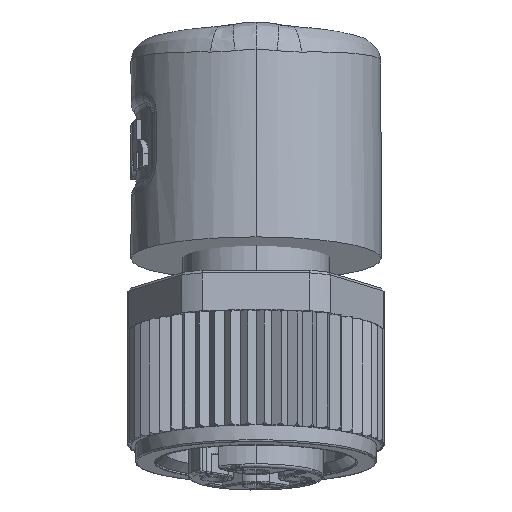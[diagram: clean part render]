
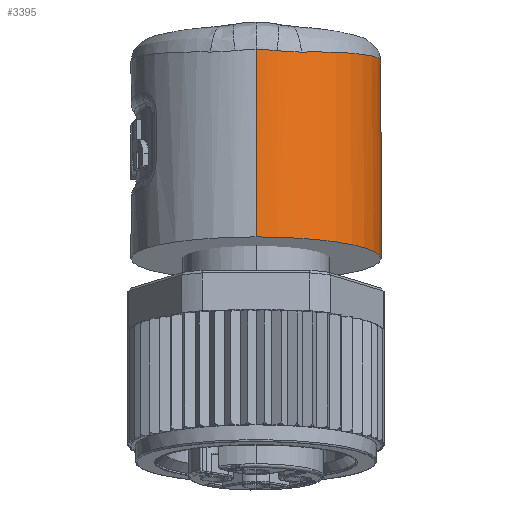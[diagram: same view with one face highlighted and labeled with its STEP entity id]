
A CAD part, front view. The second image highlights one B-rep face of the part: STEP entity #3395.
In plain terms, the highlighted cylindrical face has radius 7.5 mm (diameter 15 mm), a partial arc.
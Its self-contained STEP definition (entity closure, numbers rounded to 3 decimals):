
#3395=ADVANCED_FACE('',(#6811),#6812,.T.);
#6811=FACE_OUTER_BOUND('',#22313,.T.);
#6812=CYLINDRICAL_SURFACE('',#22314,7.5);
#22313=EDGE_LOOP('',(#33548,#33549,#33550,#33551,#33552,#33553,#33554,#33555,#33556,#33557,#33558));
#22314=AXIS2_PLACEMENT_3D('',#33559,#33560,#33561);
#33548=ORIENTED_EDGE('',*,*,#37631,.F.);
#33549=ORIENTED_EDGE('',*,*,#37635,.F.);
#33550=ORIENTED_EDGE('',*,*,#37772,.F.);
#33551=ORIENTED_EDGE('',*,*,#37773,.F.);
#33552=ORIENTED_EDGE('',*,*,#37774,.F.);
#33553=ORIENTED_EDGE('',*,*,#37637,.F.);
#33554=ORIENTED_EDGE('',*,*,#37627,.F.);
#33555=ORIENTED_EDGE('',*,*,#37775,.F.);
#33556=ORIENTED_EDGE('',*,*,#37682,.T.);
#33557=ORIENTED_EDGE('',*,*,#37776,.T.);
#33558=ORIENTED_EDGE('',*,*,#37624,.F.);
#33559=CARTESIAN_POINT('',(0.0,6.646,-7.682));
#33560=DIRECTION('',(0.0,-0.174,-0.985));
#33561=DIRECTION('',(0.0,-0.985,0.174));
#37624=EDGE_CURVE('',#43191,#43187,#43193,.T.);
#37627=EDGE_CURVE('',#43195,#43197,#43198,.T.);
#37631=EDGE_CURVE('',#43201,#43191,#43203,.T.);
#37635=EDGE_CURVE('',#43207,#43201,#43209,.T.);
#37637=EDGE_CURVE('',#43197,#43211,#43212,.T.);
#37682=EDGE_CURVE('',#43272,#43271,#43274,.T.);
#37772=EDGE_CURVE('',#43400,#43207,#43401,.T.);
#37773=EDGE_CURVE('',#43402,#43400,#43403,.T.);
#37774=EDGE_CURVE('',#43211,#43402,#43404,.T.);
#37775=EDGE_CURVE('',#43272,#43195,#43405,.T.);
#37776=EDGE_CURVE('',#43271,#43187,#43406,.T.);
#43187=VERTEX_POINT('',#54575);
#43191=VERTEX_POINT('',#54603);
#43193=B_SPLINE_CURVE_WITH_KNOTS('',3,(#54609,#54610,#54611,#54612,#54613,#54614,#54615,#54616,#54617,#54618,#54619,#54620,#54621,#54622,#54623,#54624,#54625,#54626,#54627,#54628,#54629,#54630),.UNSPECIFIED.,.F.,.F.,(4,1,1,1,1,1,1,1,1,1,1,1,1,1,1,1,1,1,1,4),(0.0,0.053,0.105,0.158,0.211,0.263,0.316,0.368,0.421,0.474,0.526,0.579,0.632,0.684,0.737,0.789,0.842,0.895,0.947,1.0),.UNSPECIFIED.);
#43195=VERTEX_POINT('',#54632);
#43197=VERTEX_POINT('',#54640);
#43198=B_SPLINE_CURVE_WITH_KNOTS('',3,(#54641,#54642,#54643,#54644,#54645,#54646,#54647,#54648),.UNSPECIFIED.,.F.,.F.,(4,1,1,1,1,4),(0.0,0.203,0.406,0.606,0.804,1.0),.UNSPECIFIED.);
#43201=VERTEX_POINT('',#54657);
#43203=B_SPLINE_CURVE_WITH_KNOTS('',3,(#54662,#54663,#54664,#54665,#54666,#54667),.UNSPECIFIED.,.F.,.F.,(4,1,1,4),(0.0,0.333,0.667,1.0),.UNSPECIFIED.);
#43207=VERTEX_POINT('',#54676);
#43209=B_SPLINE_CURVE_WITH_KNOTS('',3,(#54681,#54682,#54683,#54684,#54685,#54686),.UNSPECIFIED.,.F.,.F.,(4,1,1,4),(0.0,0.333,0.667,1.0),.UNSPECIFIED.);
#43211=VERTEX_POINT('',#54688);
#43212=B_SPLINE_CURVE_WITH_KNOTS('',3,(#54689,#54690,#54691,#54692,#54693,#54694),.UNSPECIFIED.,.F.,.F.,(4,1,1,4),(0.0,0.333,0.667,1.0),.UNSPECIFIED.);
#43271=VERTEX_POINT('',#54883);
#43272=VERTEX_POINT('',#54884);
#43274=CIRCLE('',#54886,7.5);
#43400=VERTEX_POINT('',#55597);
#43401=B_SPLINE_CURVE_WITH_KNOTS('',3,(#55598,#55599,#55600,#55601,#55602,#55603),.UNSPECIFIED.,.F.,.F.,(4,1,1,4),(0.0,0.333,0.667,1.0),.UNSPECIFIED.);
#43402=VERTEX_POINT('',#55604);
#43403=B_SPLINE_CURVE_WITH_KNOTS('',3,(#55605,#55606,#55607,#55608,#55609,#55610),.UNSPECIFIED.,.F.,.F.,(4,1,1,4),(0.0,0.333,0.667,1.0),.UNSPECIFIED.);
#43404=B_SPLINE_CURVE_WITH_KNOTS('',3,(#55611,#55612,#55613,#55614,#55615,#55616,#55617,#55618,#55619,#55620,#55621,#55622,#55623,#55624,#55625),.UNSPECIFIED.,.F.,.F.,(4,1,1,1,1,1,1,1,1,1,1,1,4),(0.0,0.083,0.167,0.25,0.333,0.417,0.5,0.583,0.667,0.75,0.833,0.917,1.0),.UNSPECIFIED.);
#43405=LINE('',#55626,#55627);
#43406=LINE('',#55628,#55629);
#54575=CARTESIAN_POINT('',(0.,14.348,-7.187));
#54603=CARTESIAN_POINT('',(6.536,11.568,-0.949));
#54609=CARTESIAN_POINT('',(6.536,11.568,-0.949));
#54610=CARTESIAN_POINT('',(6.52,11.574,-1.077));
#54611=CARTESIAN_POINT('',(6.481,11.598,-1.342));
#54612=CARTESIAN_POINT('',(6.394,11.67,-1.769));
#54613=CARTESIAN_POINT('',(6.273,11.784,-2.227));
#54614=CARTESIAN_POINT('',(6.109,11.942,-2.719));
#54615=CARTESIAN_POINT('',(5.893,12.145,-3.24));
#54616=CARTESIAN_POINT('',(5.622,12.382,-3.772));
#54617=CARTESIAN_POINT('',(5.296,12.642,-4.298));
#54618=CARTESIAN_POINT('',(4.928,12.904,-4.791));
#54619=CARTESIAN_POINT('',(4.528,13.155,-5.239));
#54620=CARTESIAN_POINT('',(4.105,13.387,-5.637));
#54621=CARTESIAN_POINT('',(3.667,13.595,-5.984));
#54622=CARTESIAN_POINT('',(3.219,13.777,-6.282));
#54623=CARTESIAN_POINT('',(2.764,13.934,-6.534));
#54624=CARTESIAN_POINT('',(2.305,14.064,-6.741));
#54625=CARTESIAN_POINT('',(1.844,14.169,-6.907));
#54626=CARTESIAN_POINT('',(1.381,14.25,-7.034));
#54627=CARTESIAN_POINT('',(0.918,14.307,-7.123));
#54628=CARTESIAN_POINT('',(0.457,14.341,-7.175));
#54629=CARTESIAN_POINT('',(0.152,14.348,-7.187));
#54630=CARTESIAN_POINT('',(0.,14.348,-7.187));
#54632=CARTESIAN_POINT('',(0.,1.239,4.847));
#54640=CARTESIAN_POINT('',(1.266,1.337,4.784));
#54641=CARTESIAN_POINT('',(0.,1.239,4.847));
#54642=CARTESIAN_POINT('',(0.086,1.239,4.847));
#54643=CARTESIAN_POINT('',(0.259,1.242,4.846));
#54644=CARTESIAN_POINT('',(0.516,1.254,4.839));
#54645=CARTESIAN_POINT('',(0.769,1.274,4.828));
#54646=CARTESIAN_POINT('',(1.019,1.302,4.81));
#54647=CARTESIAN_POINT('',(1.184,1.325,4.794));
#54648=CARTESIAN_POINT('',(1.266,1.337,4.784));
#54657=CARTESIAN_POINT('',(6.569,11.604,-0.401));
#54662=CARTESIAN_POINT('',(6.569,11.604,-0.401));
#54663=CARTESIAN_POINT('',(6.569,11.594,-0.458));
#54664=CARTESIAN_POINT('',(6.568,11.576,-0.576));
#54665=CARTESIAN_POINT('',(6.557,11.563,-0.758));
#54666=CARTESIAN_POINT('',(6.544,11.565,-0.885));
#54667=CARTESIAN_POINT('',(6.536,11.568,-0.949));
#54676=CARTESIAN_POINT('',(6.561,11.795,0.599));
#54681=CARTESIAN_POINT('',(6.561,11.795,0.599));
#54682=CARTESIAN_POINT('',(6.562,11.774,0.488));
#54683=CARTESIAN_POINT('',(6.564,11.732,0.266));
#54684=CARTESIAN_POINT('',(6.567,11.667,-0.067));
#54685=CARTESIAN_POINT('',(6.568,11.625,-0.29));
#54686=CARTESIAN_POINT('',(6.569,11.604,-0.401));
#54688=CARTESIAN_POINT('',(2.72,1.732,4.701));
#54689=CARTESIAN_POINT('',(1.266,1.337,4.784));
#54690=CARTESIAN_POINT('',(1.44,1.364,4.765));
#54691=CARTESIAN_POINT('',(1.781,1.43,4.731));
#54692=CARTESIAN_POINT('',(2.267,1.564,4.702));
#54693=CARTESIAN_POINT('',(2.572,1.673,4.699));
#54694=CARTESIAN_POINT('',(2.72,1.732,4.701));
#54883=CARTESIAN_POINT('',(0.,14.032,-8.984));
#54884=CARTESIAN_POINT('',(0.0,-0.741,-6.379));
#54886=AXIS2_PLACEMENT_3D('',#61464,#61465,#61466);
#55597=CARTESIAN_POINT('',(6.507,12.012,1.274));
#55598=CARTESIAN_POINT('',(6.507,12.012,1.274));
#55599=CARTESIAN_POINT('',(6.519,11.977,1.194));
#55600=CARTESIAN_POINT('',(6.539,11.913,1.038));
#55601=CARTESIAN_POINT('',(6.556,11.841,0.812));
#55602=CARTESIAN_POINT('',(6.561,11.808,0.669));
#55603=CARTESIAN_POINT('',(6.561,11.795,0.599));
#55604=CARTESIAN_POINT('',(5.818,13.425,3.511));
#55605=CARTESIAN_POINT('',(5.818,13.425,3.511));
#55606=CARTESIAN_POINT('',(5.945,13.22,3.248));
#55607=CARTESIAN_POINT('',(6.158,12.838,2.731));
#55608=CARTESIAN_POINT('',(6.378,12.363,1.986));
#55609=CARTESIAN_POINT('',(6.471,12.117,1.509));
#55610=CARTESIAN_POINT('',(6.507,12.012,1.274));
#55611=CARTESIAN_POINT('',(2.72,1.732,4.701));
#55612=CARTESIAN_POINT('',(3.086,1.877,4.707));
#55613=CARTESIAN_POINT('',(3.796,2.226,4.71));
#55614=CARTESIAN_POINT('',(4.763,2.904,4.689));
#55615=CARTESIAN_POINT('',(5.613,3.722,4.644));
#55616=CARTESIAN_POINT('',(6.321,4.651,4.577));
#55617=CARTESIAN_POINT('',(6.89,5.702,4.488));
#55618=CARTESIAN_POINT('',(7.282,6.819,4.381));
#55619=CARTESIAN_POINT('',(7.492,7.984,4.257));
#55620=CARTESIAN_POINT('',(7.52,9.138,4.124));
#55621=CARTESIAN_POINT('',(7.361,10.32,3.976));
#55622=CARTESIAN_POINT('',(7.019,11.445,3.823));
#55623=CARTESIAN_POINT('',(6.508,12.494,3.667));
#55624=CARTESIAN_POINT('',(6.063,13.128,3.563));
#55625=CARTESIAN_POINT('',(5.818,13.425,3.511));
#55626=CARTESIAN_POINT('',(0.0,-0.741,-6.379));
#55627=VECTOR('',#61486,11.4);
#55628=CARTESIAN_POINT('',(0.,14.032,-8.984));
#55629=VECTOR('',#61487,1.825);
#61464=CARTESIAN_POINT('',(0.0,6.646,-7.682));
#61465=DIRECTION('',(0.0,0.174,0.985));
#61466=DIRECTION('',(0.0,-0.985,0.174));
#61486=DIRECTION('',(0.,0.174,0.985));
#61487=DIRECTION('',(0.,0.174,0.985));
